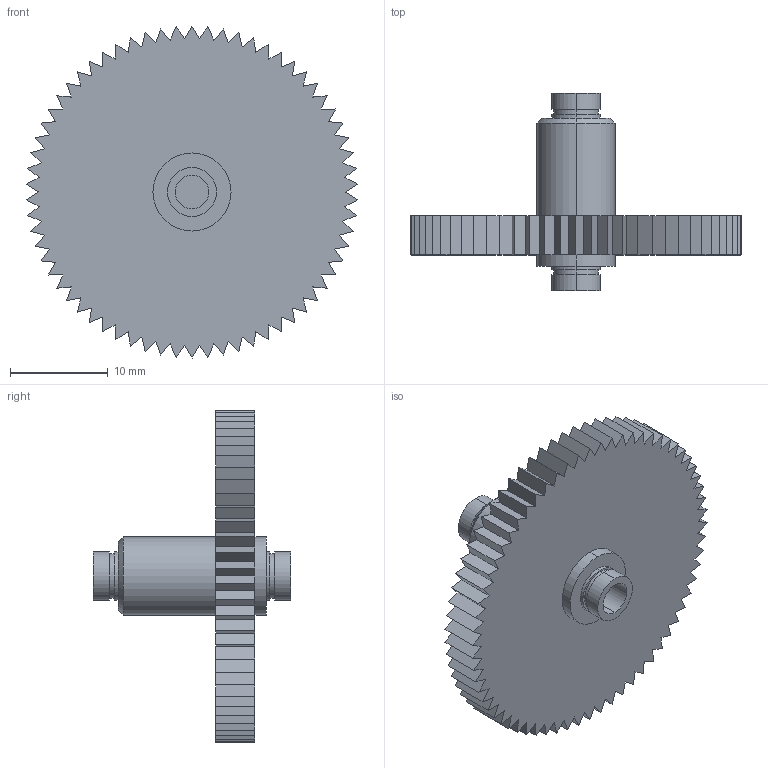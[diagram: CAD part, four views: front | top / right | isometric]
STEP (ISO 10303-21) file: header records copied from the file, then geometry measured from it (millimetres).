
FILE_DESCRIPTION (( 'STEP AP203' ), '1' );
FILE_NAME ('big_gear.STEP', '2017-01-27T16:52:53', ( '' ), ( '' ), 'SwSTEP 2.0', 'SolidWorks 2016', '' );
FILE_SCHEMA (( 'CONFIG_CONTROL_DESIGN' ));
Length unit declared in the file: millimetre
Products named in the file (1): big_gear
Bounding box: 33.96 x 20.2 x 34 mm (x, y, z)
Volume: 3832.3 mm3; surface area: 3039.9 mm2
Topology: 1 solids, 1 shells, 166 faces, 460 edges, 306 vertices
Faces by surface type: plane 144, cylinder 20, cone 2
Entity records: 5307 total; most frequent: CARTESIAN_POINT 933, ORIENTED_EDGE 920, DIRECTION 836, EDGE_CURVE 460, LINE 418, VECTOR 418, VERTEX_POINT 306, AXIS2_PLACEMENT_3D 209
